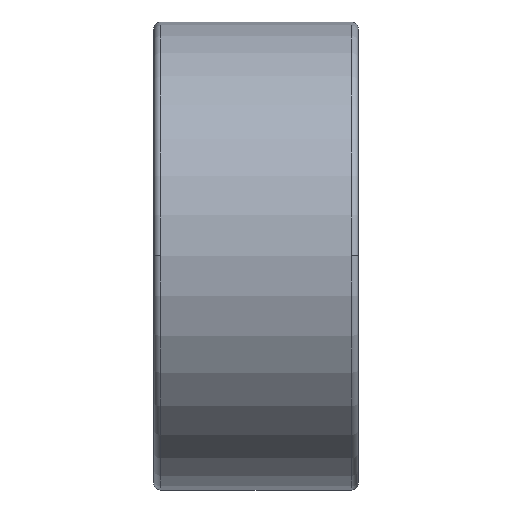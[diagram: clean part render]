
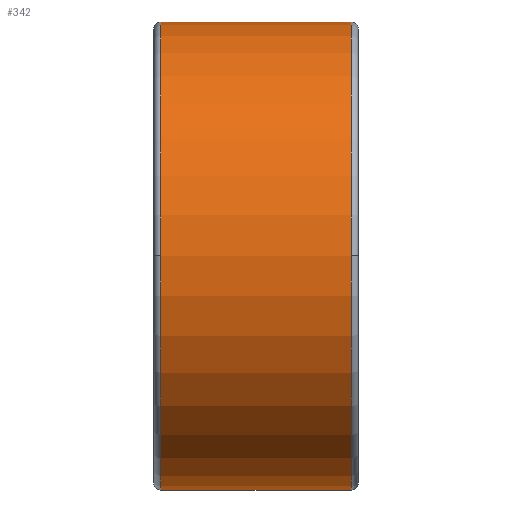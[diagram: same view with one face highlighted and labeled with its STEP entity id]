
A CAD part, top view. The second image highlights one B-rep face of the part: STEP entity #342.
In plain terms, the highlighted cylindrical face has radius 20 mm (diameter 40 mm), a partial arc.
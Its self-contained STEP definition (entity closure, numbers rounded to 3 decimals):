
#247=CARTESIAN_POINT('',(16.9,20.,-0.));
#248=VERTEX_POINT('',#247);
#256=CARTESIAN_POINT('',(16.9,0.,20.));
#257=VERTEX_POINT('',#256);
#258=CARTESIAN_POINT('',(16.9,0.,0.));
#259=DIRECTION('',(1.,0.,0.));
#260=DIRECTION('',(-0.,1.,0.));
#261=AXIS2_PLACEMENT_3D('',#258,#259,#260);
#262=CIRCLE('',#261,20.);
#263=EDGE_CURVE('',#248,#257,#262,.T.);
#293=CARTESIAN_POINT('',(8.75,0.,0.));
#294=DIRECTION('',(1.,0.,0.));
#295=DIRECTION('',(-0.,1.,0.));
#296=AXIS2_PLACEMENT_3D('',#293,#294,#295);
#297=CYLINDRICAL_SURFACE('',#296,20.);
#298=CARTESIAN_POINT('',(0.6,20.,-0.));
#299=VERTEX_POINT('',#298);
#300=CARTESIAN_POINT('',(0.6,20.,0.));
#301=DIRECTION('',(1.,0.,-0.));
#302=VECTOR('',#301,16.3);
#303=LINE('',#300,#302);
#304=EDGE_CURVE('',#299,#248,#303,.T.);
#305=ORIENTED_EDGE('',*,*,#304,.F.);
#306=CARTESIAN_POINT('',(0.6,0.,20.));
#307=VERTEX_POINT('',#306);
#308=CARTESIAN_POINT('',(0.6,0.,0.));
#309=DIRECTION('',(1.,0.,0.));
#310=DIRECTION('',(-0.,1.,0.));
#311=AXIS2_PLACEMENT_3D('',#308,#309,#310);
#312=CIRCLE('',#311,20.);
#313=EDGE_CURVE('',#299,#307,#312,.T.);
#314=ORIENTED_EDGE('',*,*,#313,.T.);
#315=CARTESIAN_POINT('',(0.6,-20.,0.));
#316=VERTEX_POINT('',#315);
#317=CARTESIAN_POINT('',(0.6,0.,0.));
#318=DIRECTION('',(1.,0.,0.));
#319=DIRECTION('',(-0.,1.,0.));
#320=AXIS2_PLACEMENT_3D('',#317,#318,#319);
#321=CIRCLE('',#320,20.);
#322=EDGE_CURVE('',#307,#316,#321,.T.);
#323=ORIENTED_EDGE('',*,*,#322,.T.);
#324=CARTESIAN_POINT('',(16.9,-20.,0.));
#325=VERTEX_POINT('',#324);
#326=CARTESIAN_POINT('',(16.9,-20.,0.));
#327=DIRECTION('',(-1.,0.,0.));
#328=VECTOR('',#327,16.3);
#329=LINE('',#326,#328);
#330=EDGE_CURVE('',#325,#316,#329,.T.);
#331=ORIENTED_EDGE('',*,*,#330,.F.);
#332=CARTESIAN_POINT('',(16.9,0.,0.));
#333=DIRECTION('',(1.,0.,0.));
#334=DIRECTION('',(-0.,1.,0.));
#335=AXIS2_PLACEMENT_3D('',#332,#333,#334);
#336=CIRCLE('',#335,20.);
#337=EDGE_CURVE('',#257,#325,#336,.T.);
#338=ORIENTED_EDGE('',*,*,#337,.F.);
#339=ORIENTED_EDGE('',*,*,#263,.F.);
#340=EDGE_LOOP('',(#305,#314,#323,#331,#338,#339));
#341=FACE_BOUND('',#340,.T.);
#342=ADVANCED_FACE('',(#341),#297,.T.);
